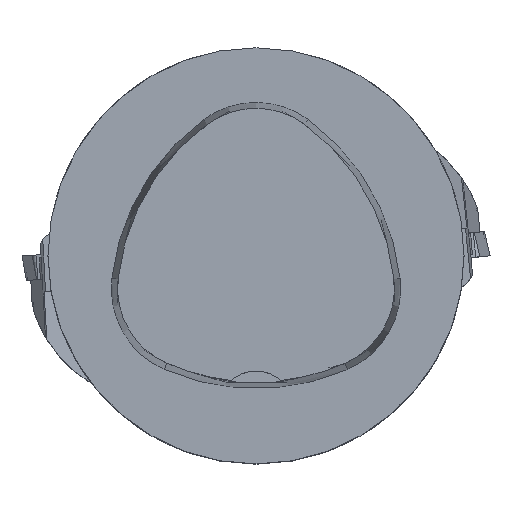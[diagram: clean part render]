
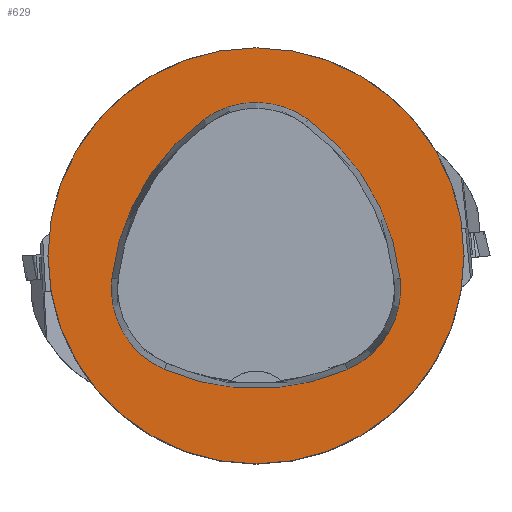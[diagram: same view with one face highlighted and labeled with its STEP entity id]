
A CAD part, top view. The second image highlights one B-rep face of the part: STEP entity #629.
In plain terms, the highlighted planar face has unit normal (0, 0, 1).
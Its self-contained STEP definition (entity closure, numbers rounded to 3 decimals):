
#310=FACE_BOUND('',#1151,.T.);
#311=FACE_BOUND('',#1152,.T.);
#476=CIRCLE('',#3942,40.);
#477=CIRCLE('',#3948,44.);
#479=CIRCLE('',#3951,17.);
#481=CIRCLE('',#3954,44.);
#483=CIRCLE('',#3957,17.);
#487=CIRCLE('',#3962,44.);
#489=CIRCLE('',#3965,17.);
#629=ADVANCED_FACE('',(#310,#311),#778,.T.);
#778=PLANE('',#3970);
#1151=EDGE_LOOP('',(#1933,#1934,#1935,#1936,#1937,#1938));
#1152=EDGE_LOOP('',(#1939));
#1933=ORIENTED_EDGE('',*,*,#2890,.T.);
#1934=ORIENTED_EDGE('',*,*,#2870,.T.);
#1935=ORIENTED_EDGE('',*,*,#2874,.T.);
#1936=ORIENTED_EDGE('',*,*,#2877,.T.);
#1937=ORIENTED_EDGE('',*,*,#2880,.T.);
#1938=ORIENTED_EDGE('',*,*,#2888,.T.);
#1939=ORIENTED_EDGE('',*,*,#2861,.F.);
#2444=VERTEX_POINT('',#6111);
#2453=VERTEX_POINT('',#6130);
#2454=VERTEX_POINT('',#6131);
#2457=VERTEX_POINT('',#6139);
#2459=VERTEX_POINT('',#6145);
#2461=VERTEX_POINT('',#6151);
#2468=VERTEX_POINT('',#6172);
#2861=EDGE_CURVE('',#2444,#2444,#476,.T.);
#2870=EDGE_CURVE('',#2453,#2454,#477,.T.);
#2874=EDGE_CURVE('',#2454,#2457,#479,.T.);
#2877=EDGE_CURVE('',#2457,#2459,#481,.T.);
#2880=EDGE_CURVE('',#2459,#2461,#483,.T.);
#2888=EDGE_CURVE('',#2461,#2468,#487,.T.);
#2890=EDGE_CURVE('',#2468,#2453,#489,.T.);
#3942=AXIS2_PLACEMENT_3D('',#6110,#4651,#4652);
#3948=AXIS2_PLACEMENT_3D('',#6129,#4667,#4668);
#3951=AXIS2_PLACEMENT_3D('',#6138,#4675,#4676);
#3954=AXIS2_PLACEMENT_3D('',#6144,#4682,#4683);
#3957=AXIS2_PLACEMENT_3D('',#6150,#4689,#4690);
#3962=AXIS2_PLACEMENT_3D('',#6173,#4701,#4702);
#3965=AXIS2_PLACEMENT_3D('',#6176,#4707,#4708);
#3970=AXIS2_PLACEMENT_3D('',#6181,#4717,#4718);
#4651=DIRECTION('',(0.,0.,-1.));
#4652=DIRECTION('',(-1.,0.,0.));
#4667=DIRECTION('',(0.,0.,-1.));
#4668=DIRECTION('',(-1.,0.,0.));
#4675=DIRECTION('',(0.,0.,-1.));
#4676=DIRECTION('',(-1.,0.,0.));
#4682=DIRECTION('',(0.,0.,-1.));
#4683=DIRECTION('',(-1.,0.,0.));
#4689=DIRECTION('',(0.,0.,-1.));
#4690=DIRECTION('',(-1.,0.,0.));
#4701=DIRECTION('',(0.,0.,-1.));
#4702=DIRECTION('',(-1.,0.,0.));
#4707=DIRECTION('',(0.,0.,-1.));
#4708=DIRECTION('',(-1.,0.,0.));
#4717=DIRECTION('',(0.,0.,1.));
#4718=DIRECTION('',(-1.,0.,0.));
#6110=CARTESIAN_POINT('',(0.,0.,0.));
#6111=CARTESIAN_POINT('',(-40.,0.,0.));
#6129=CARTESIAN_POINT('',(16.01,-9.224,0.));
#6130=CARTESIAN_POINT('',(-27.722,-4.378,0.));
#6131=CARTESIAN_POINT('',(-10.119,26.178,0.));
#6138=CARTESIAN_POINT('',(-0.023,12.5,0.));
#6139=CARTESIAN_POINT('',(10.049,26.194,0.));
#6144=CARTESIAN_POINT('',(-16.021,-9.25,0.));
#6145=CARTESIAN_POINT('',(27.71,-4.394,0.));
#6150=CARTESIAN_POINT('',(10.814,-6.27,0.));
#6151=CARTESIAN_POINT('',(17.611,-21.852,0.));
#6172=CARTESIAN_POINT('',(-17.652,-21.819,0.));
#6173=CARTESIAN_POINT('',(0.017,18.477,0.));
#6176=CARTESIAN_POINT('',(-10.825,-6.25,0.));
#6181=CARTESIAN_POINT('',(0.,0.,0.));
